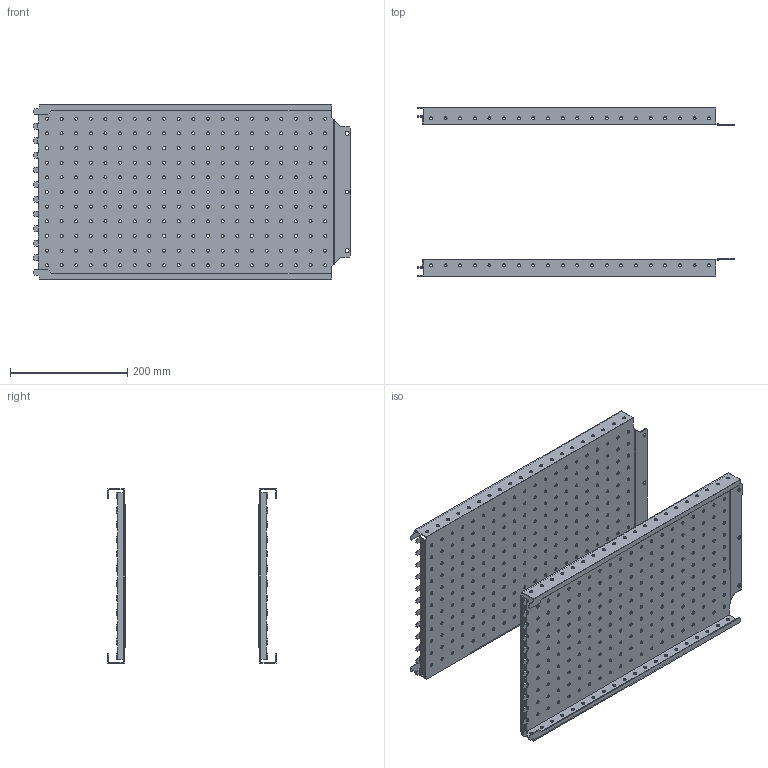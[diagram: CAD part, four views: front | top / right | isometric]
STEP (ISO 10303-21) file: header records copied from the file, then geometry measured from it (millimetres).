
FILE_DESCRIPTION (( 'STEP AP203' ), '1' );
FILE_NAME ('FO-00-MPSP-030-060 FORMAT Ïàíåëü ìîíòàæíàÿ áîê. ïåðô. 300õ600 (2øò_óïàê) IEK.STEP', '2024-07-26T09:52:35', ( '' ), ( '' ), 'SwSTEP 2.0', 'SolidWorks 2022', '' );
FILE_SCHEMA (( 'CONFIG_CONTROL_DESIGN' ));
Length unit declared in the file: millimetre
Products named in the file (1): FO-00-MPSP-030-060 FORMAT Панель монтажная бок. перф. 300х600 (2шт_упак) IEK
Bounding box: 542.62 x 287.5 x 297.5 mm (x, y, z)
Volume: 574149.4 mm3; surface area: 784703 mm2
Topology: 2 solids, 2 shells, 1496 faces, 4412 edges, 2920 vertices
Faces by surface type: cylinder 1068, plane 420, bspline 8
Entity records: 53259 total; most frequent: DIRECTION 9494, CARTESIAN_POINT 9157, ORIENTED_EDGE 8824, EDGE_CURVE 4412, AXIS2_PLACEMENT_3D 3625, VERTEX_POINT 2920, EDGE_LOOP 2548, VECTOR 2244
